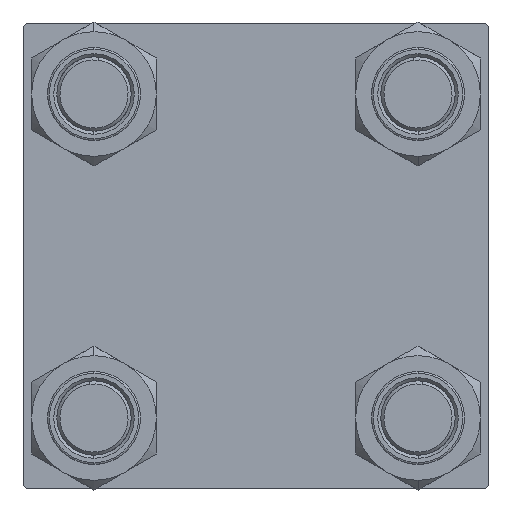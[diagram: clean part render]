
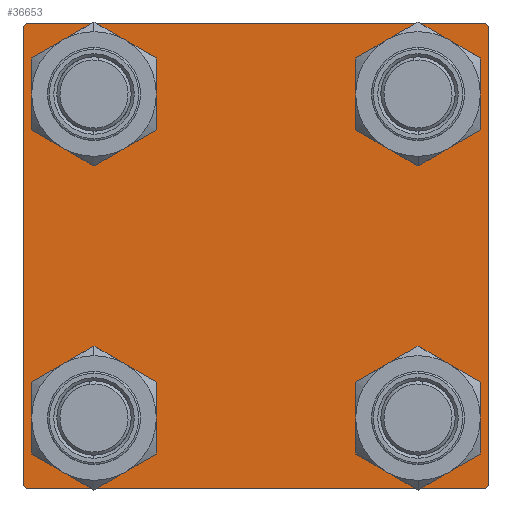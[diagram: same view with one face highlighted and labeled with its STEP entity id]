
A CAD part, left-side view. The second image highlights one B-rep face of the part: STEP entity #36653.
In plain terms, the highlighted planar face has unit normal (-1, 0, 0).
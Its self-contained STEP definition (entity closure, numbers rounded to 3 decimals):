
#273 = DIRECTION ( 'NONE',  ( 0., 0., 1. ) ) ;
#2128 = VECTOR ( 'NONE', #37452, 1000. ) ;
#2262 = CARTESIAN_POINT ( 'NONE',  ( 0., 37.5, -37. ) ) ;
#2503 = LINE ( 'NONE', #6812, #26544 ) ;
#2535 = CARTESIAN_POINT ( 'NONE',  ( 0., -37.5, -37. ) ) ;
#2715 = VERTEX_POINT ( 'NONE', #36234 ) ;
#2727 = EDGE_CURVE ( 'NONE', #41313, #5098, #39950, .T. ) ;
#3129 = CARTESIAN_POINT ( 'NONE',  ( 0., 37., -37.5 ) ) ;
#3724 = DIRECTION ( 'NONE',  ( 1., 0., 0. ) ) ;
#3855 = ORIENTED_EDGE ( 'NONE', *, *, #44097, .F. ) ;
#3880 = DIRECTION ( 'NONE',  ( 0., 0., 1. ) ) ;
#4861 = EDGE_CURVE ( 'NONE', #16193, #46174, #38349, .T. ) ;
#4942 = LINE ( 'NONE', #41011, #2128 ) ;
#4986 = AXIS2_PLACEMENT_3D ( 'NONE', #39288, #31411, #24780 ) ;
#5098 = VERTEX_POINT ( 'NONE', #48121 ) ;
#5160 = ORIENTED_EDGE ( 'NONE', *, *, #22626, .T. ) ;
#5357 = CIRCLE ( 'NONE', #24083, 6.5 ) ;
#5374 = LINE ( 'NONE', #36435, #29299 ) ;
#5835 = DIRECTION ( 'NONE',  ( 1., 0., 0. ) ) ;
#6083 = ORIENTED_EDGE ( 'NONE', *, *, #19016, .F. ) ;
#6108 = AXIS2_PLACEMENT_3D ( 'NONE', #44797, #21423, #40738 ) ;
#6812 = CARTESIAN_POINT ( 'NONE',  ( 0., 37.5, 37.5 ) ) ;
#7077 = ORIENTED_EDGE ( 'NONE', *, *, #27463, .T. ) ;
#7179 = FACE_OUTER_BOUND ( 'NONE', #17874, .T. ) ;
#7404 = VERTEX_POINT ( 'NONE', #22369 ) ;
#7860 = CARTESIAN_POINT ( 'NONE',  ( 0., 26.15, 19.65 ) ) ;
#8519 = VERTEX_POINT ( 'NONE', #9780 ) ;
#8833 = CARTESIAN_POINT ( 'NONE',  ( 0., -26.15, 32.65 ) ) ;
#9205 = EDGE_CURVE ( 'NONE', #21529, #8519, #10866, .T. ) ;
#9780 = CARTESIAN_POINT ( 'NONE',  ( 0., 26.15, 32.65 ) ) ;
#10404 = ORIENTED_EDGE ( 'NONE', *, *, #9205, .T. ) ;
#10722 = CARTESIAN_POINT ( 'NONE',  ( 0., -26.15, 19.65 ) ) ;
#10866 = CIRCLE ( 'NONE', #23861, 6.5 ) ;
#11063 = CARTESIAN_POINT ( 'NONE',  ( 0., 37.5, 37. ) ) ;
#11202 = EDGE_LOOP ( 'NONE', ( #46840, #13246 ) ) ;
#11226 = DIRECTION ( 'NONE',  ( 1., 0., 0. ) ) ;
#11609 = CARTESIAN_POINT ( 'NONE',  ( 0., 26.15, 26.15 ) ) ;
#11857 = CIRCLE ( 'NONE', #18368, 6.5 ) ;
#12459 = CARTESIAN_POINT ( 'NONE',  ( 0., -37.25, -37.25 ) ) ;
#12746 = EDGE_CURVE ( 'NONE', #46174, #16193, #15855, .T. ) ;
#12764 = EDGE_CURVE ( 'NONE', #44211, #40940, #27007, .T. ) ;
#12794 = VERTEX_POINT ( 'NONE', #46327 ) ;
#13246 = ORIENTED_EDGE ( 'NONE', *, *, #12746, .T. ) ;
#13877 = VECTOR ( 'NONE', #28506, 1000. ) ;
#14065 = EDGE_CURVE ( 'NONE', #25762, #26649, #39512, .T. ) ;
#14283 = EDGE_CURVE ( 'NONE', #8519, #21529, #5357, .T. ) ;
#14490 = ORIENTED_EDGE ( 'NONE', *, *, #14283, .T. ) ;
#14568 = DIRECTION ( 'NONE',  ( 0., 0., 1. ) ) ;
#15082 = FACE_BOUND ( 'NONE', #27253, .T. ) ;
#15503 = DIRECTION ( 'NONE',  ( 0., 0., 1. ) ) ;
#15849 = EDGE_LOOP ( 'NONE', ( #40688, #33044 ) ) ;
#15855 = CIRCLE ( 'NONE', #16692, 6.5 ) ;
#16051 = CARTESIAN_POINT ( 'NONE',  ( 0., 37.25, -37.25 ) ) ;
#16193 = VERTEX_POINT ( 'NONE', #8833 ) ;
#16692 = AXIS2_PLACEMENT_3D ( 'NONE', #43261, #11226, #273 ) ;
#17527 = VECTOR ( 'NONE', #39462, 1000. ) ;
#17874 = EDGE_LOOP ( 'NONE', ( #7077, #42888, #5160, #46021, #6083, #28468, #3855, #37843 ) ) ;
#17953 = CARTESIAN_POINT ( 'NONE',  ( 0., 26.15, -19.65 ) ) ;
#18368 = AXIS2_PLACEMENT_3D ( 'NONE', #40698, #5835, #21388 ) ;
#18726 = VERTEX_POINT ( 'NONE', #26624 ) ;
#19016 = EDGE_CURVE ( 'NONE', #18726, #34405, #4942, .T. ) ;
#20747 = CIRCLE ( 'NONE', #6108, 6.5 ) ;
#21388 = DIRECTION ( 'NONE',  ( 0., 0., 1. ) ) ;
#21423 = DIRECTION ( 'NONE',  ( 1., 0., 0. ) ) ;
#21529 = VERTEX_POINT ( 'NONE', #7860 ) ;
#22161 = AXIS2_PLACEMENT_3D ( 'NONE', #33919, #22727, #14568 ) ;
#22369 = CARTESIAN_POINT ( 'NONE',  ( 0., -37., -37.5 ) ) ;
#22455 = AXIS2_PLACEMENT_3D ( 'NONE', #32760, #43724, #24384 ) ;
#22626 = EDGE_CURVE ( 'NONE', #40940, #7404, #5374, .T. ) ;
#22727 = DIRECTION ( 'NONE',  ( 1., 0., 0. ) ) ;
#22912 = DIRECTION ( 'NONE',  ( 1., 0., 0. ) ) ;
#23861 = AXIS2_PLACEMENT_3D ( 'NONE', #41986, #22912, #15503 ) ;
#24083 = AXIS2_PLACEMENT_3D ( 'NONE', #11609, #3724, #42147 ) ;
#24384 = DIRECTION ( 'NONE',  ( 0., 0., 1. ) ) ;
#24780 = DIRECTION ( 'NONE',  ( 0., 0., 1. ) ) ;
#25457 = LINE ( 'NONE', #29255, #13877 ) ;
#25762 = VERTEX_POINT ( 'NONE', #17953 ) ;
#26046 = DIRECTION ( 'NONE',  ( -1., 0., 0. ) ) ;
#26544 = VECTOR ( 'NONE', #44514, 1000. ) ;
#26624 = CARTESIAN_POINT ( 'NONE',  ( 0., -37.5, 37. ) ) ;
#26649 = VERTEX_POINT ( 'NONE', #36405 ) ;
#27007 = LINE ( 'NONE', #16051, #17527 ) ;
#27253 = EDGE_LOOP ( 'NONE', ( #37897, #47096 ) ) ;
#27463 = EDGE_CURVE ( 'NONE', #35489, #44211, #25457, .T. ) ;
#27488 = LINE ( 'NONE', #12459, #48401 ) ;
#28468 = ORIENTED_EDGE ( 'NONE', *, *, #49103, .T. ) ;
#28506 = DIRECTION ( 'NONE',  ( 0., 0., -1. ) ) ;
#29255 = CARTESIAN_POINT ( 'NONE',  ( 0., 37.5, 37.5 ) ) ;
#29299 = VECTOR ( 'NONE', #48130, 1000. ) ;
#30045 = CARTESIAN_POINT ( 'NONE',  ( 0., -26.15, -19.65 ) ) ;
#31237 = DIRECTION ( 'NONE',  ( 0., 0.707, -0.707 ) ) ;
#31411 = DIRECTION ( 'NONE',  ( 1., 0., 0. ) ) ;
#32457 = VECTOR ( 'NONE', #35626, 1000. ) ;
#32760 = CARTESIAN_POINT ( 'NONE',  ( 0., 26.15, -26.15 ) ) ;
#33044 = ORIENTED_EDGE ( 'NONE', *, *, #36824, .T. ) ;
#33919 = CARTESIAN_POINT ( 'NONE',  ( 0., -26.15, 26.15 ) ) ;
#34405 = VERTEX_POINT ( 'NONE', #2535 ) ;
#34430 = FACE_BOUND ( 'NONE', #35100, .T. ) ;
#34622 = CARTESIAN_POINT ( 'NONE',  ( 0., -37.25, 37.25 ) ) ;
#34934 = PLANE ( 'NONE',  #45131 ) ;
#35100 = EDGE_LOOP ( 'NONE', ( #14490, #10404 ) ) ;
#35127 = DIRECTION ( 'NONE',  ( 0., -0.707, 0.707 ) ) ;
#35489 = VERTEX_POINT ( 'NONE', #11063 ) ;
#35626 = DIRECTION ( 'NONE',  ( 0., 0.707, 0.707 ) ) ;
#36234 = CARTESIAN_POINT ( 'NONE',  ( 0., 37., 37.5 ) ) ;
#36405 = CARTESIAN_POINT ( 'NONE',  ( 0., 26.15, -32.65 ) ) ;
#36435 = CARTESIAN_POINT ( 'NONE',  ( 0., 37.5, -37.5 ) ) ;
#36653 = ADVANCED_FACE ( 'NONE', ( #38761, #46629, #15082, #34430, #7179 ), #34934, .T. ) ;
#36824 = EDGE_CURVE ( 'NONE', #5098, #41313, #20747, .T. ) ;
#37382 = EDGE_CURVE ( 'NONE', #2715, #35489, #42425, .T. ) ;
#37452 = DIRECTION ( 'NONE',  ( 0., 0., -1. ) ) ;
#37745 = CARTESIAN_POINT ( 'NONE',  ( 0., 0., 0. ) ) ;
#37843 = ORIENTED_EDGE ( 'NONE', *, *, #37382, .T. ) ;
#37897 = ORIENTED_EDGE ( 'NONE', *, *, #14065, .T. ) ;
#38349 = CIRCLE ( 'NONE', #22161, 6.5 ) ;
#38761 = FACE_BOUND ( 'NONE', #11202, .T. ) ;
#39288 = CARTESIAN_POINT ( 'NONE',  ( 0., -26.15, -26.15 ) ) ;
#39462 = DIRECTION ( 'NONE',  ( 0., -0.707, -0.707 ) ) ;
#39512 = CIRCLE ( 'NONE', #22455, 6.5 ) ;
#39626 = CARTESIAN_POINT ( 'NONE',  ( 0., 37.25, 37.25 ) ) ;
#39915 = EDGE_CURVE ( 'NONE', #26649, #25762, #11857, .T. ) ;
#39950 = CIRCLE ( 'NONE', #4986, 6.5 ) ;
#40688 = ORIENTED_EDGE ( 'NONE', *, *, #2727, .T. ) ;
#40698 = CARTESIAN_POINT ( 'NONE',  ( 0., 26.15, -26.15 ) ) ;
#40738 = DIRECTION ( 'NONE',  ( 0., 0., 1. ) ) ;
#40940 = VERTEX_POINT ( 'NONE', #3129 ) ;
#41011 = CARTESIAN_POINT ( 'NONE',  ( 0., -37.5, 37.5 ) ) ;
#41313 = VERTEX_POINT ( 'NONE', #30045 ) ;
#41383 = EDGE_CURVE ( 'NONE', #7404, #34405, #27488, .T. ) ;
#41986 = CARTESIAN_POINT ( 'NONE',  ( 0., 26.15, 26.15 ) ) ;
#42147 = DIRECTION ( 'NONE',  ( 0., 0., 1. ) ) ;
#42425 = LINE ( 'NONE', #39626, #43494 ) ;
#42888 = ORIENTED_EDGE ( 'NONE', *, *, #12764, .T. ) ;
#43261 = CARTESIAN_POINT ( 'NONE',  ( 0., -26.15, 26.15 ) ) ;
#43494 = VECTOR ( 'NONE', #31237, 1000. ) ;
#43724 = DIRECTION ( 'NONE',  ( 1., 0., 0. ) ) ;
#44097 = EDGE_CURVE ( 'NONE', #2715, #12794, #2503, .T. ) ;
#44211 = VERTEX_POINT ( 'NONE', #2262 ) ;
#44514 = DIRECTION ( 'NONE',  ( 0., -1., 0. ) ) ;
#44797 = CARTESIAN_POINT ( 'NONE',  ( 0., -26.15, -26.15 ) ) ;
#45131 = AXIS2_PLACEMENT_3D ( 'NONE', #37745, #26046, #3880 ) ;
#46021 = ORIENTED_EDGE ( 'NONE', *, *, #41383, .T. ) ;
#46174 = VERTEX_POINT ( 'NONE', #10722 ) ;
#46327 = CARTESIAN_POINT ( 'NONE',  ( 0., -37., 37.5 ) ) ;
#46629 = FACE_BOUND ( 'NONE', #15849, .T. ) ;
#46824 = LINE ( 'NONE', #34622, #32457 ) ;
#46840 = ORIENTED_EDGE ( 'NONE', *, *, #4861, .T. ) ;
#47096 = ORIENTED_EDGE ( 'NONE', *, *, #39915, .T. ) ;
#48121 = CARTESIAN_POINT ( 'NONE',  ( 0., -26.15, -32.65 ) ) ;
#48130 = DIRECTION ( 'NONE',  ( 0., -1., 0. ) ) ;
#48401 = VECTOR ( 'NONE', #35127, 1000. ) ;
#49103 = EDGE_CURVE ( 'NONE', #18726, #12794, #46824, .T. ) ;
